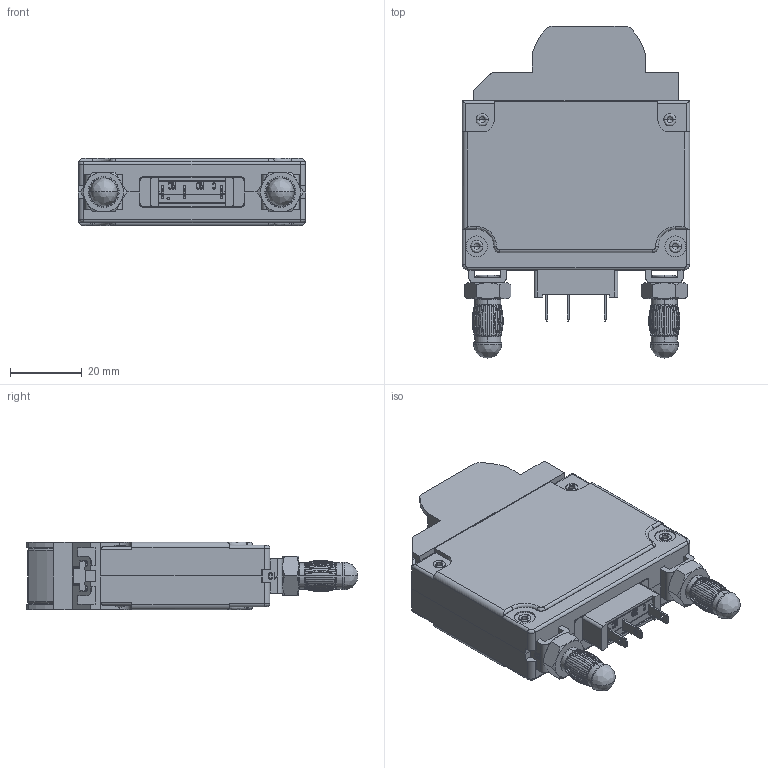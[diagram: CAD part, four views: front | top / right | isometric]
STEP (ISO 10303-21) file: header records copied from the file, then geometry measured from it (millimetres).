
FILE_DESCRIPTION (( 'STEP AP214' ), '1' );
FILE_NAME ('3750-296-E.STEP', '2019-01-28T17:08:09', ( '' ), ( '' ), 'SwSTEP 2.0', 'SolidWorks 2018', '' );
FILE_SCHEMA (( 'AUTOMOTIVE_DESIGN' ));
Length unit declared in the file: inch
Products named in the file (50): Copy of 791-231-5000_791-231-5010_RIVETED^3750-296; Copy of 762-300-9960^3750-296; Copy of 642-170-5250_642-170-5254^3750-296; Copy of 762-400-6920^3750-296; Copy of 128-700-0020_BLADE^3750-296; Copy of 388-000-5090^3750-296; Copy of 388-000-5600^3750-296; Copy of 128-700-0020_CONTACT_128-700-0020_CONTACT_AFTER RIVETING^3750-296; Copy of 642-080-5164^3750-296; Copy of 762-400-6420^3750-296; Copy of 642-080-5170^3750-296; Copy of 386-000-9020_386-000-9022^3750-296; Copy of 636-101-5030^3750-296; Copy of 642-080-5154^3750-296; 3750-296-E; Copy of 791-334-5010_INSTALLED^3750-296; Copy of 762-300-6460^3750-296; Copy of 762-400-6930_762-400-6931^3750-296; Copy of 642-170-5200_642-170-5200_FORMED_DETAIL E^3750-296; Copy of 762-200-8100_762-200-8112 FOR 121-700-7201^3750-296; Copy of 762-400-6410^3750-296; Copy of 762-200-8200_762-200-8201^3750-296
Assembly tree (28 placements, depth 2):
  Copy of 791-231-5000_791-231-5010_RIVETED^3750-296
  Copy of 791-231-5000_791-231-5010_RIVETED^3750-296
  Copy of 642-170-5250_642-170-5254^3750-296
  Copy of 791-231-5000_791-231-5010_RIVETED^3750-296
  Copy of 791-231-5000_791-231-5010_RIVETED^3750-296
Bounding box: 63.37 x 92.56 x 18.8 mm (x, y, z)
Volume: 35017.6 mm3; surface area: 39809.5 mm2
Topology: 28 solids, 28 shells, 2846 faces, 7574 edges, 4796 vertices
Faces by surface type: plane 1523, cylinder 705, cone 418, bspline 200
Entity records: 82746 total; most frequent: CARTESIAN_POINT 24534, ORIENTED_EDGE 12378, DIRECTION 11075, EDGE_CURVE 6189, VECTOR 4239, LINE 4239, VERTEX_POINT 3974, AXIS2_PLACEMENT_3D 3418
